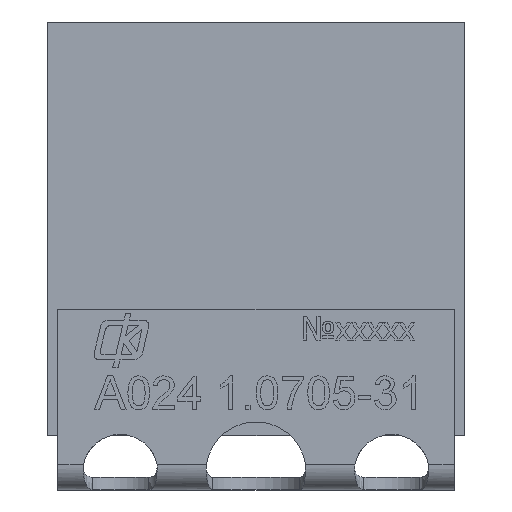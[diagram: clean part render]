
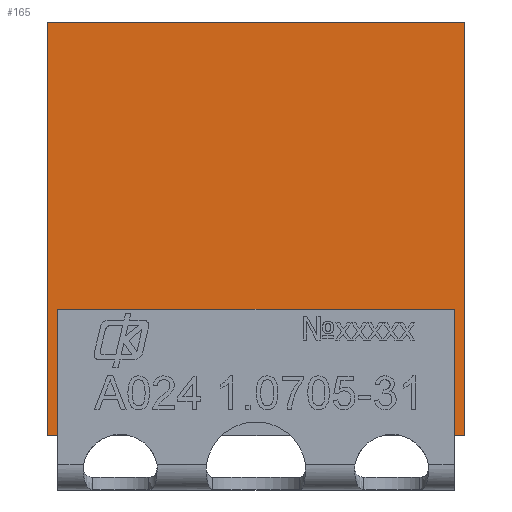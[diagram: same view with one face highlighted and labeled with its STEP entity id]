
A CAD part, top view. The second image highlights one B-rep face of the part: STEP entity #165.
In plain terms, the highlighted planar face has unit normal (0, 0, 1).
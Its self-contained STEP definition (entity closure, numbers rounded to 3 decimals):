
#165=ADVANCED_FACE('',(#3586),#3588,.F.);
#3586=FACE_BOUND('',#3587,.T.);
#3587=EDGE_LOOP('',(#8740,#8741,#8742,#8743,#8744,#8745,#8746,#8747));
#3588=PLANE('',#3589);
#3589=AXIS2_PLACEMENT_3D('',#3590,#3591,#3592);
#3590=CARTESIAN_POINT('',(-5.,4.95,1.8));
#3591=DIRECTION('',(0.,0.,-1.));
#3592=DIRECTION('',(-1.,0.,0.));
#8740=ORIENTED_EDGE('',*,*,#10768,.T.);
#8741=ORIENTED_EDGE('',*,*,#10769,.T.);
#8742=ORIENTED_EDGE('',*,*,#10770,.F.);
#8743=ORIENTED_EDGE('',*,*,#10727,.F.);
#8744=ORIENTED_EDGE('',*,*,#10771,.F.);
#8745=ORIENTED_EDGE('',*,*,#10772,.T.);
#8746=ORIENTED_EDGE('',*,*,#10773,.F.);
#8747=ORIENTED_EDGE('',*,*,#10774,.T.);
#10727=EDGE_CURVE('',#11756,#11748,#11758,.T.);
#10768=EDGE_CURVE('',#11837,#11838,#11839,.T.);
#10769=EDGE_CURVE('',#11838,#11840,#11841,.T.);
#10770=EDGE_CURVE('',#11748,#11840,#11842,.T.);
#10771=EDGE_CURVE('',#11843,#11756,#11844,.T.);
#10772=EDGE_CURVE('',#11843,#11845,#11846,.T.);
#10773=EDGE_CURVE('',#11847,#11845,#11848,.T.);
#10774=EDGE_CURVE('',#11847,#11837,#11849,.T.);
#11748=VERTEX_POINT('',#13450);
#11756=VERTEX_POINT('',#13466);
#11758=LINE('',#13470,#13471);
#11837=VERTEX_POINT('',#13631);
#11838=VERTEX_POINT('',#13632);
#11839=LINE('',#13633,#13634);
#11840=VERTEX_POINT('',#13636);
#11841=LINE('',#13637,#13638);
#11842=LINE('',#13640,#13641);
#11843=VERTEX_POINT('',#13643);
#11844=LINE('',#13644,#13645);
#11845=VERTEX_POINT('',#13647);
#11846=LINE('',#13648,#13649);
#11847=VERTEX_POINT('',#13651);
#11848=LINE('',#13652,#13653);
#11849=LINE('',#13655,#13656);
#13450=CARTESIAN_POINT('',(5.,-4.949,1.8));
#13466=CARTESIAN_POINT('',(5.,4.95,1.8));
#13470=CARTESIAN_POINT('',(5.,4.95,1.8));
#13471=VECTOR('',#13472,1.);
#13472=DIRECTION('',(0.,-1.,0.));
#13631=CARTESIAN_POINT('',(-4.75,-1.925,1.8));
#13632=CARTESIAN_POINT('',(4.75,-1.925,1.8));
#13633=CARTESIAN_POINT('',(-4.75,-1.925,1.8));
#13634=VECTOR('',#13635,1.);
#13635=DIRECTION('',(1.,0.,0.));
#13636=CARTESIAN_POINT('',(4.75,-4.949,1.8));
#13637=CARTESIAN_POINT('',(4.75,-1.925,1.8));
#13638=VECTOR('',#13639,1.);
#13639=DIRECTION('',(0.,-1.,0.));
#13640=CARTESIAN_POINT('',(5.,-4.949,1.8));
#13641=VECTOR('',#13642,1.);
#13642=DIRECTION('',(-1.,0.,0.));
#13643=CARTESIAN_POINT('',(-5.,4.95,1.8));
#13644=CARTESIAN_POINT('',(-5.,4.95,1.8));
#13645=VECTOR('',#13646,1.);
#13646=DIRECTION('',(1.,0.,0.));
#13647=CARTESIAN_POINT('',(-5.,-4.949,1.8));
#13648=CARTESIAN_POINT('',(-5.,4.95,1.8));
#13649=VECTOR('',#13650,1.);
#13650=DIRECTION('',(0.,-1.,0.));
#13651=CARTESIAN_POINT('',(-4.75,-4.949,1.8));
#13652=CARTESIAN_POINT('',(-4.75,-4.949,1.8));
#13653=VECTOR('',#13654,1.);
#13654=DIRECTION('',(-1.,0.,0.));
#13655=CARTESIAN_POINT('',(-4.75,-4.949,1.8));
#13656=VECTOR('',#13657,1.);
#13657=DIRECTION('',(0.,1.,0.));
